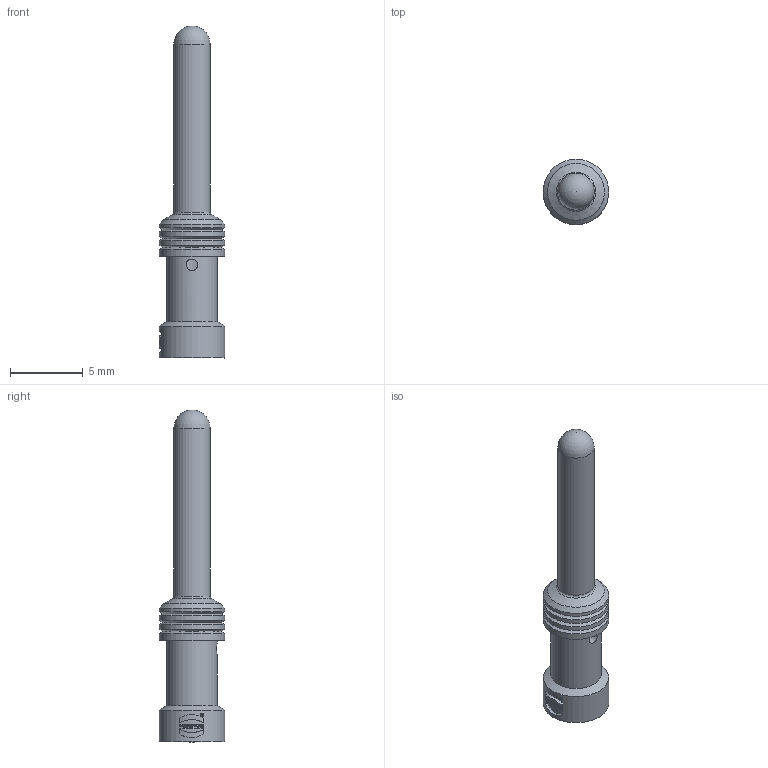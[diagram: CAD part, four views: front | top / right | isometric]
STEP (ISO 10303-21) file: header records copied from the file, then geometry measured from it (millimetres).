
FILE_DESCRIPTION(/* description */ (''),/* implementation_level */ '2;1');
FILE_NAME(/* name */ '100734064ugm000_a.stp',/* time_stamp */ '2017-09-28T15:51:13+02:00',/* author */ (''),/* organization */ (''),/* preprocessor_version */ 'ST-DEVELOPER v16',/* originating_system */ 'SIEMENS PLM Software NX 10.0',/* authorisation */ '');
FILE_SCHEMA (('AUTOMOTIVE_DESIGN { 1 0 10303 214 3 1 1 1 }'));
Length unit declared in the file: millimetre
Products named in the file (1): 100734064ugm000_a
Bounding box: 4.5 x 4.5 x 22.8 mm (x, y, z)
Volume: 151.7 mm3; surface area: 353 mm2
Topology: 1 solids, 2 shells, 126 faces, 407 edges, 382 vertices
Faces by surface type: plane 77, cylinder 35, cone 10, extrusion 2, sphere 1, bspline 1
Full cylindrical faces by diameter (mm): 0.182 x1, 0.215 x1, 0.8 x1, 2.25 x1, 2.5 x1, 3.45 x1, 4.1 x1, 4.5 x5
Entity records: 5440 total; most frequent: CARTESIAN_POINT 1555, DIRECTION 718, ORIENTED_EDGE 566, EDGE_CURVE 284, AXIS2_PLACEMENT_3D 249, VECTOR 220, LINE 218, VERTEX_POINT 201
